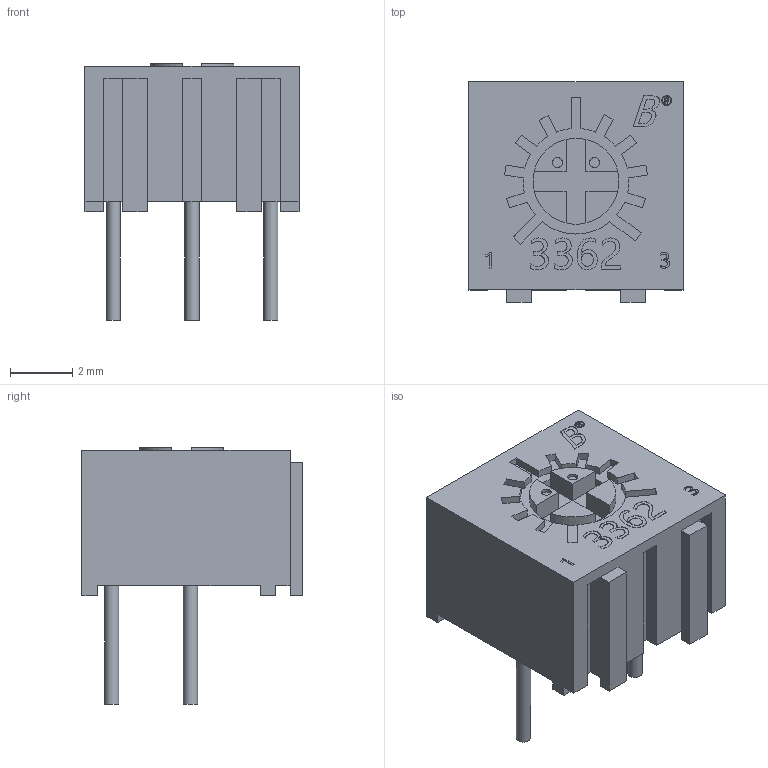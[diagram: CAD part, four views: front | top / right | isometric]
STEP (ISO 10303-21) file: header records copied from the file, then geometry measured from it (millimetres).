
FILE_DESCRIPTION(/* description */ (''),/* implementation_level */ '2;1');
FILE_NAME(/* name */ 'slide_res.step',/* time_stamp */ '2022-10-20T10:56:37+08:00',/* author */ (''),/* organization */ (''),/* preprocessor_version */ 'ST-DEVELOPER v19',/* originating_system */ 'Autodesk Translation Framework v11.7.0.108',/* authorisation */ '');
FILE_SCHEMA (('AUTOMOTIVE_DESIGN { 1 0 10303 214 3 1 1 }'));
Length unit declared in the file: millimetre
Products named in the file (3): R1; RES-ADJ-TH_3362P; SOLID (2)
Assembly tree (2 placements, depth 3):
  R1
    RES-ADJ-TH_3362P
      SOLID (2)
Bounding box: 6.9 x 7.1 x 8.28 mm (x, y, z)
Volume: 201 mm3; surface area: 266.4 mm2
Topology: 1 solids, 1 shells, 489 faces, 1323 edges, 876 vertices
Faces by surface type: plane 287, bspline 178, cylinder 24
Full cylindrical faces by diameter (mm): 0.32 x2, 0.46 x3
Entity records: 20622 total; most frequent: CARTESIAN_POINT 8817, ORIENTED_EDGE 2646, DIRECTION 1819, EDGE_CURVE 1323, LINE 919, VECTOR 919, VERTEX_POINT 876, EDGE_LOOP 529
